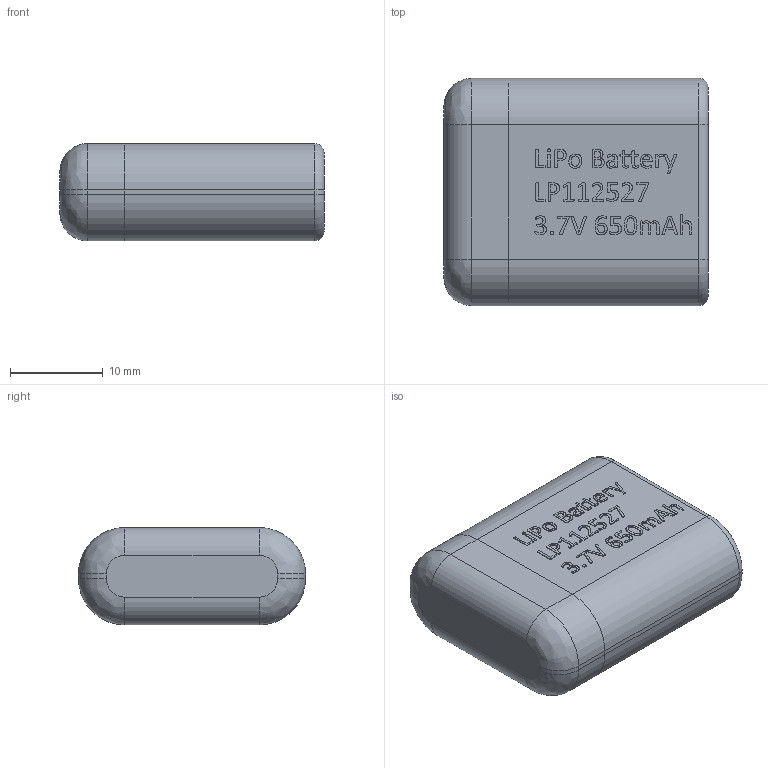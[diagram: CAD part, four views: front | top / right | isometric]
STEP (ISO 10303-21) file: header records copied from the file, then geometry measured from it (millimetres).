
FILE_DESCRIPTION(/* description */ (''),/* implementation_level */ '2;1');
FILE_NAME(/* name */ 'LP112527-3.7V650mAh.stp',/* time_stamp */ '2024-11-30T09:46:04-05:00',/* author */ ('ASUS'),/* organization */ (''),/* preprocessor_version */ 'ST-DEVELOPER v20',/* originating_system */ 'Autodesk Inventor 2025',/* authorisation */ '');
FILE_SCHEMA (('AUTOMOTIVE_DESIGN { 1 0 10303 214 3 1 1 }'));
Length unit declared in the file: millimetre
Products named in the file (1): LP112527-3.7V650mAh
Bounding box: 28.5 x 24.5 x 10.55 mm (x, y, z)
Volume: 6599.3 mm3; surface area: 2658.7 mm2
Topology: 32 solids, 32 shells, 496 faces, 1280 edges, 848 vertices
Faces by surface type: bspline 270, plane 206, cylinder 16, torus 4
Entity records: 18483 total; most frequent: CARTESIAN_POINT 8103, ORIENTED_EDGE 2560, EDGE_CURVE 1280, DIRECTION 1242, VERTEX_POINT 848, LINE 708, VECTOR 708, B_SPLINE_CURVE_WITH_KNOTS 532
